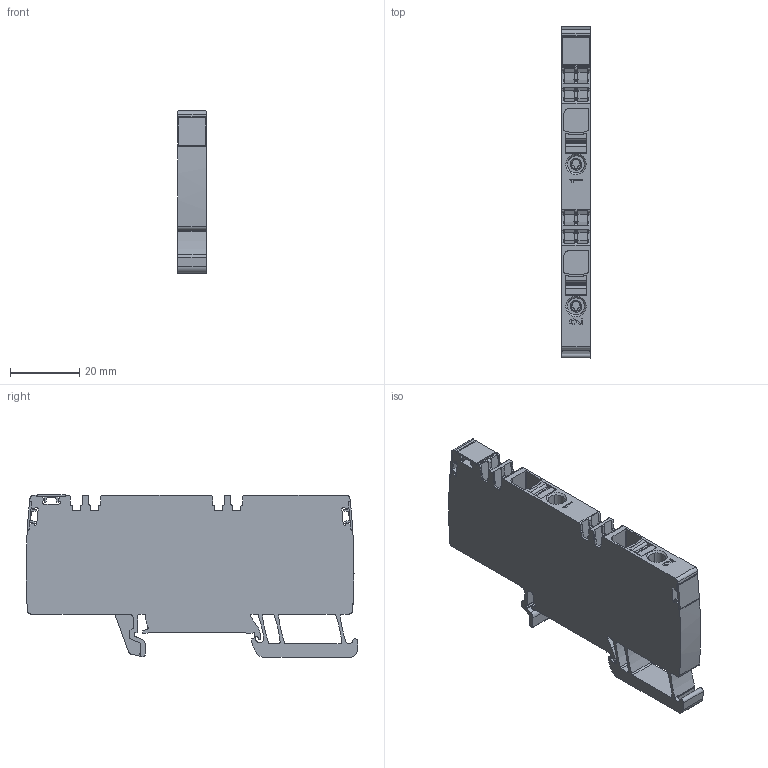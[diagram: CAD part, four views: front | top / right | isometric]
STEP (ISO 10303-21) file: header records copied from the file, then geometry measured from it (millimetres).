
FILE_DESCRIPTION(('CATIA V5R22 STEP214','CAx-IF Rec.Pracs.--- Model Styling and Organization---1.4--- 2014-01-23'),'2;1');
FILE_NAME ('1135666-2_1', '2019-07-10T05:43:33+00:00', ('Weidmueller Interface'), ('Weidmueller'), 'CATIA Version 5-6 Release 2016 SP3 HF44', 'CATIA V5 STEP AP214', 'none');
FILE_SCHEMA(('AUTOMOTIVE_DESIGN { 1 0 10303 214 1 1 1 1 }'));
Length unit declared in the file: millimetre
Products named in the file (1): 2675540000_AAP13_6_LO-LO_DL
Bounding box: 8.1 x 95.79 x 46.85 mm (x, y, z)
Volume: 26023.7 mm3; surface area: 13838.9 mm2
Topology: 6 solids, 6 shells, 805 faces, 2364 edges, 1589 vertices
Faces by surface type: plane 446, cylinder 269, extrusion 82, cone 8
Entity records: 28544 total; most frequent: CARTESIAN_POINT 7609, ORIENTED_EDGE 4728, DIRECTION 3243, EDGE_CURVE 2364, VECTOR 1715, LINE 1633, VERTEX_POINT 1589, AXIS2_PLACEMENT_3D 1031
